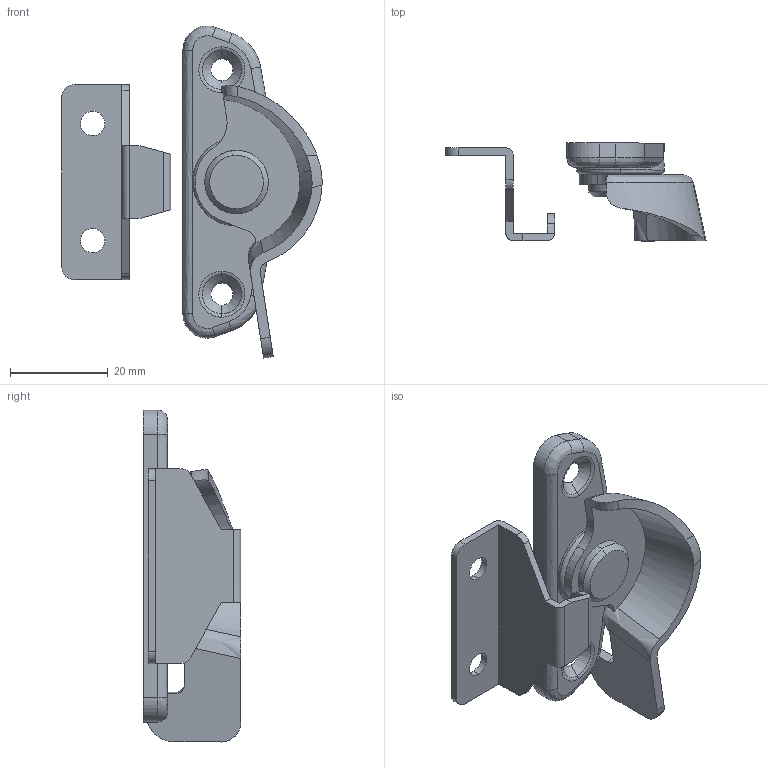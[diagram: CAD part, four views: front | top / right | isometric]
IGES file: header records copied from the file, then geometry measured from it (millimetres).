
Start section: ------------------------------------------------------------------------
Global section: file name: PC005.16280.TL_443_R_001_8000.igs; native system: spGate; preprocessor: ver19.8.4 (****-****-****-****); author: Unknown; organization: Unknown; date: 240123.190519; units: millimetre
Bounding box: 53.34 x 20 x 68.07 mm (x, y, z)
Volume: 6495.4 mm3; surface area: 9639 mm2
Topology: 4 solids, 4 shells, 216 faces, 546 edges, 342 vertices
Faces by surface type: bspline 216
